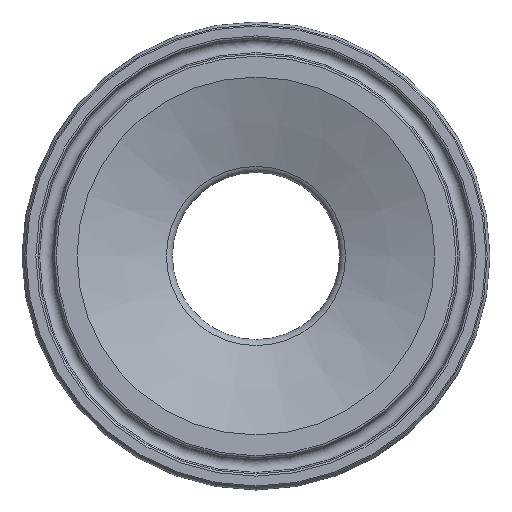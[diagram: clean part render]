
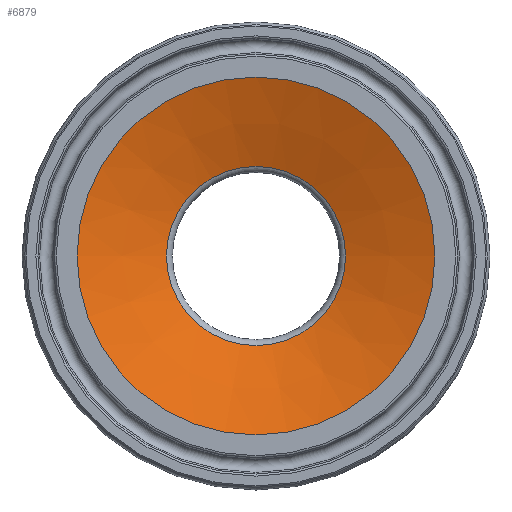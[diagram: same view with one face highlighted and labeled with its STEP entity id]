
A CAD part, left-side view. The second image highlights one B-rep face of the part: STEP entity #6879.
In plain terms, the highlighted conical face has half-angle 70.098 degrees and reference radius 22.084 mm.
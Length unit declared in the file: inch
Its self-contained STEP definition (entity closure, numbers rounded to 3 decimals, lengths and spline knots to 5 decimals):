
#23=CONICAL_SURFACE('',#7287,0.86945,70.098);
#104=FACE_BOUND('',#1251,.T.);
#825=FACE_OUTER_BOUND('',#1250,.T.);
#1250=EDGE_LOOP('',(#6408));
#1251=EDGE_LOOP('',(#6409));
#1790=CIRCLE('',#7285,0.59347);
#1791=CIRCLE('',#7288,1.185);
#3390=VERTEX_POINT('',#15027);
#3391=VERTEX_POINT('',#15031);
#4404=EDGE_CURVE('',#3390,#3390,#1790,.T.);
#4405=EDGE_CURVE('',#3391,#3391,#1791,.T.);
#6408=ORIENTED_EDGE('',*,*,#4405,.F.);
#6409=ORIENTED_EDGE('',*,*,#4404,.F.);
#6879=ADVANCED_FACE('',(#825,#104),#23,.F.);
#7285=AXIS2_PLACEMENT_3D('',#15028,#8550,#8551);
#7287=AXIS2_PLACEMENT_3D('',#15030,#8554,#8555);
#7288=AXIS2_PLACEMENT_3D('',#15032,#8556,#8557);
#8550=DIRECTION('center_axis',(-1.,0.,0.));
#8551=DIRECTION('ref_axis',(0.,-1.,0.));
#8554=DIRECTION('center_axis',(-1.,0.,0.));
#8555=DIRECTION('ref_axis',(0.,1.,0.));
#8556=DIRECTION('center_axis',(1.,0.,0.));
#8557=DIRECTION('ref_axis',(0.,1.,0.));
#15027=CARTESIAN_POINT('',(0.21416,0.59347,0.));
#15028=CARTESIAN_POINT('Origin',(0.21416,0.,
0.));
#15030=CARTESIAN_POINT('Origin',(0.11424,0.,
0.));
#15031=CARTESIAN_POINT('',(0.,1.185,0.));
#15032=CARTESIAN_POINT('Origin',(0.,0.,
0.));
